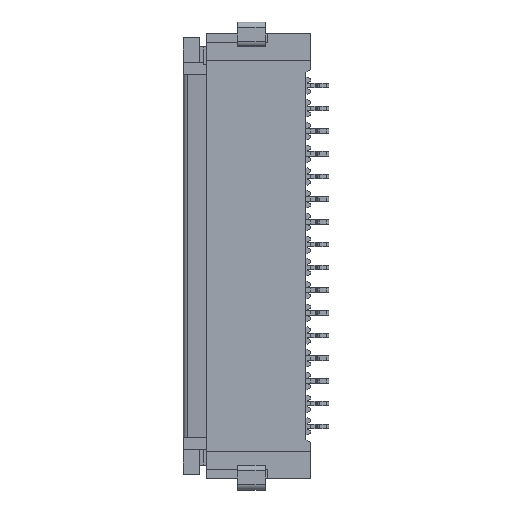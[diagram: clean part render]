
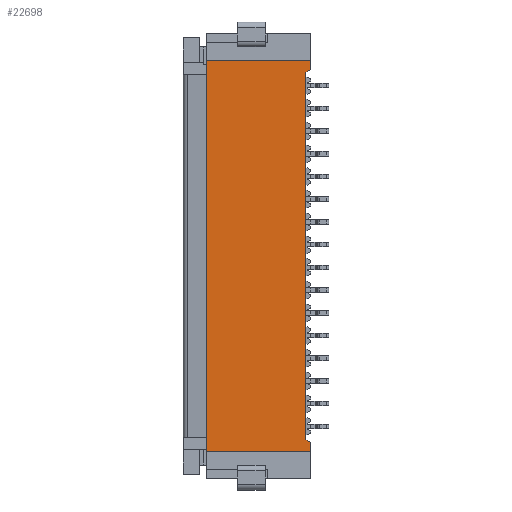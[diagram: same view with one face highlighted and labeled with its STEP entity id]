
A CAD part, left-side view. The second image highlights one B-rep face of the part: STEP entity #22698.
In plain terms, the highlighted planar face has unit normal (-1, 0, 0).
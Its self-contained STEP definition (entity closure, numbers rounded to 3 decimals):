
#1017 = LINE ( 'NONE', #12846, #10400 ) ;
#1619 = FACE_OUTER_BOUND ( 'NONE', #6437, .T. ) ;
#2347 = CARTESIAN_POINT ( 'NONE',  ( -2.015, 1.009, 2.857 ) ) ;
#2492 = VECTOR ( 'NONE', #4772, 1000. ) ;
#2680 = DIRECTION ( 'NONE',  ( 0., 0.89, -0.456 ) ) ;
#3059 = CARTESIAN_POINT ( 'NONE',  ( -2.015, 0., 17.817 ) ) ;
#3676 = EDGE_CURVE ( 'NONE', #30891, #18850, #31224, .T. ) ;
#4156 = VERTEX_POINT ( 'NONE', #24174 ) ;
#4392 = ORIENTED_EDGE ( 'NONE', *, *, #26547, .F. ) ;
#4772 = DIRECTION ( 'NONE',  ( 0., -1., 0. ) ) ;
#4927 = DIRECTION ( 'NONE',  ( -1., 0., 0. ) ) ;
#5816 = ORIENTED_EDGE ( 'NONE', *, *, #10468, .F. ) ;
#6236 = CARTESIAN_POINT ( 'NONE',  ( -2.015, -3.591, 1.81 ) ) ;
#6437 = EDGE_LOOP ( 'NONE', ( #8652, #30945, #5816, #4392, #27482, #37482, #13687, #13863 ) ) ;
#8170 = CARTESIAN_POINT ( 'NONE',  ( -2.015, -3.391, 24.555 ) ) ;
#8652 = ORIENTED_EDGE ( 'NONE', *, *, #13661, .F. ) ;
#9203 = EDGE_CURVE ( 'NONE', #12239, #4156, #13984, .T. ) ;
#10400 = VECTOR ( 'NONE', #24768, 1000. ) ;
#10468 = EDGE_CURVE ( 'NONE', #28893, #12629, #34455, .T. ) ;
#10586 = PLANE ( 'NONE',  #30275 ) ;
#11767 = CARTESIAN_POINT ( 'NONE',  ( -2.015, 0., 5.098 ) ) ;
#12239 = VERTEX_POINT ( 'NONE', #32141 ) ;
#12629 = VERTEX_POINT ( 'NONE', #25217 ) ;
#12846 = CARTESIAN_POINT ( 'NONE',  ( -2.015, 1.009, 22.325 ) ) ;
#13364 = CARTESIAN_POINT ( 'NONE',  ( -2.015, -3.391, 19.555 ) ) ;
#13661 = EDGE_CURVE ( 'NONE', #24540, #30891, #23306, .T. ) ;
#13687 = ORIENTED_EDGE ( 'NONE', *, *, #17422, .F. ) ;
#13863 = ORIENTED_EDGE ( 'NONE', *, *, #3676, .F. ) ;
#13984 = LINE ( 'NONE', #2347, #28604 ) ;
#14014 = CARTESIAN_POINT ( 'NONE',  ( -2.015, -3.591, 19.658 ) ) ;
#14190 = CARTESIAN_POINT ( 'NONE',  ( -2.015, 1.009, 20.057 ) ) ;
#16039 = DIRECTION ( 'NONE',  ( 0., 0., -1. ) ) ;
#16480 = VECTOR ( 'NONE', #22790, 1000. ) ;
#17313 = DIRECTION ( 'NONE',  ( 0., -1., 0. ) ) ;
#17422 = EDGE_CURVE ( 'NONE', #18850, #20684, #28931, .T. ) ;
#18850 = VERTEX_POINT ( 'NONE', #36919 ) ;
#19343 = CARTESIAN_POINT ( 'NONE',  ( -2.015, -3.591, 21.105 ) ) ;
#19725 = DIRECTION ( 'NONE',  ( 0., 0., 1. ) ) ;
#20684 = VERTEX_POINT ( 'NONE', #21676 ) ;
#21676 = CARTESIAN_POINT ( 'NONE',  ( -2.015, -3.591, 3.257 ) ) ;
#22698 = ADVANCED_FACE ( 'NONE', ( #1619 ), #10586, .T. ) ;
#22790 = DIRECTION ( 'NONE',  ( 0., 0., -1. ) ) ;
#23306 = LINE ( 'NONE', #3059, #35443 ) ;
#24174 = CARTESIAN_POINT ( 'NONE',  ( -2.015, -3.591, 2.857 ) ) ;
#24203 = VECTOR ( 'NONE', #16039, 1000. ) ;
#24540 = VERTEX_POINT ( 'NONE', #14014 ) ;
#24768 = DIRECTION ( 'NONE',  ( 0., 0., 1. ) ) ;
#25193 = LINE ( 'NONE', #19343, #24203 ) ;
#25217 = CARTESIAN_POINT ( 'NONE',  ( -2.015, -3.591, 20.057 ) ) ;
#26547 = EDGE_CURVE ( 'NONE', #12239, #28893, #1017, .T. ) ;
#26831 = EDGE_CURVE ( 'NONE', #4156, #20684, #36881, .T. ) ;
#27482 = ORIENTED_EDGE ( 'NONE', *, *, #9203, .T. ) ;
#28152 = VECTOR ( 'NONE', #32672, 1000. ) ;
#28548 = CARTESIAN_POINT ( 'NONE',  ( -2.015, 1.009, 20.057 ) ) ;
#28604 = VECTOR ( 'NONE', #17313, 1000. ) ;
#28893 = VERTEX_POINT ( 'NONE', #14190 ) ;
#28931 = LINE ( 'NONE', #11767, #28152 ) ;
#30012 = DIRECTION ( 'NONE',  ( 0., 0., 1. ) ) ;
#30275 = AXIS2_PLACEMENT_3D ( 'NONE', #34420, #4927, #19725 ) ;
#30891 = VERTEX_POINT ( 'NONE', #13364 ) ;
#30945 = ORIENTED_EDGE ( 'NONE', *, *, #38585, .F. ) ;
#31224 = LINE ( 'NONE', #8170, #16480 ) ;
#32141 = CARTESIAN_POINT ( 'NONE',  ( -2.015, 1.009, 2.857 ) ) ;
#32672 = DIRECTION ( 'NONE',  ( 0., -0.89, -0.456 ) ) ;
#34420 = CARTESIAN_POINT ( 'NONE',  ( -2.015, -3.341, 29.555 ) ) ;
#34455 = LINE ( 'NONE', #28548, #2492 ) ;
#35443 = VECTOR ( 'NONE', #2680, 1000. ) ;
#36607 = VECTOR ( 'NONE', #30012, 1000. ) ;
#36881 = LINE ( 'NONE', #6236, #36607 ) ;
#36919 = CARTESIAN_POINT ( 'NONE',  ( -2.015, -3.391, 3.36 ) ) ;
#37482 = ORIENTED_EDGE ( 'NONE', *, *, #26831, .T. ) ;
#38585 = EDGE_CURVE ( 'NONE', #12629, #24540, #25193, .T. ) ;
